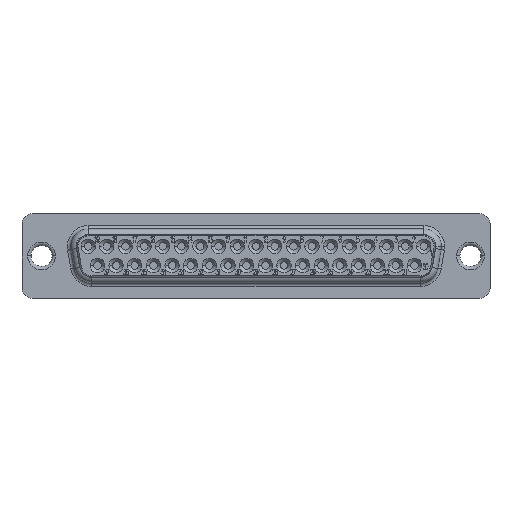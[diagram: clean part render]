
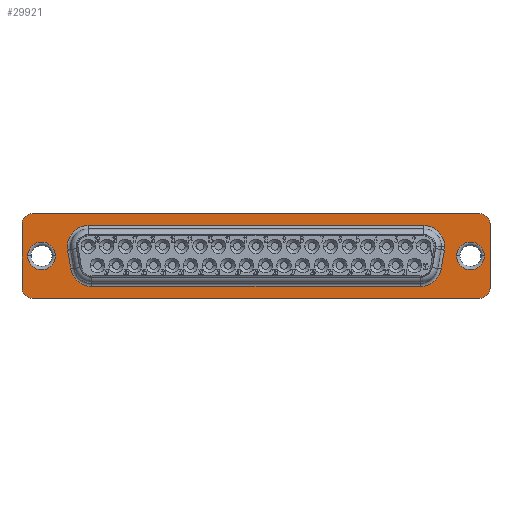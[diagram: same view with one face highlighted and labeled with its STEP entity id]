
A CAD part, top view. The second image highlights one B-rep face of the part: STEP entity #29921.
In plain terms, the highlighted planar face has unit normal (0, 0, 1).
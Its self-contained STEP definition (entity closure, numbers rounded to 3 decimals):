
#29921=ADVANCED_FACE('',(#51875,#51876,#51877,#51878),#33425,.T.);
#33425=PLANE('',#102328);
#41603=LINE('',#132991,#49489);
#41604=LINE('',#132995,#49490);
#41605=LINE('',#133003,#49491);
#41606=LINE('',#133011,#49492);
#41609=LINE('',#133025,#49495);
#41612=LINE('',#133033,#49498);
#41615=LINE('',#133041,#49501);
#41617=LINE('',#133049,#49503);
#49489=VECTOR('',#114641,1.);
#49490=VECTOR('',#114648,1.);
#49491=VECTOR('',#114659,1.);
#49492=VECTOR('',#114670,1.);
#49495=VECTOR('',#114689,1.);
#49498=VECTOR('',#114698,1.);
#49501=VECTOR('',#114707,1.);
#49503=VECTOR('',#114717,1.);
#51875=FACE_BOUND('',#54426,.T.);
#51876=FACE_BOUND('',#54427,.T.);
#51877=FACE_BOUND('',#54428,.T.);
#51878=FACE_BOUND('',#54429,.T.);
#54426=EDGE_LOOP('',(#68347,#68348));
#54427=EDGE_LOOP('',(#68349,#68350));
#54428=EDGE_LOOP('',(#68351,#68352,#68353,#68354,#68355,#68356,#68357,#68358,
#68359));
#54429=EDGE_LOOP('',(#68360,#68361,#68362,#68363,#68364,#68365,#68366,#68367));
#68347=ORIENTED_EDGE('',*,*,#90789,.T.);
#68348=ORIENTED_EDGE('',*,*,#85095,.T.);
#68349=ORIENTED_EDGE('',*,*,#90788,.T.);
#68350=ORIENTED_EDGE('',*,*,#85099,.T.);
#68351=ORIENTED_EDGE('',*,*,#90787,.T.);
#68352=ORIENTED_EDGE('',*,*,#90785,.T.);
#68353=ORIENTED_EDGE('',*,*,#90783,.T.);
#68354=ORIENTED_EDGE('',*,*,#90781,.T.);
#68355=ORIENTED_EDGE('',*,*,#90779,.T.);
#68356=ORIENTED_EDGE('',*,*,#90777,.T.);
#68357=ORIENTED_EDGE('',*,*,#85105,.T.);
#68358=ORIENTED_EDGE('',*,*,#90776,.T.);
#68359=ORIENTED_EDGE('',*,*,#90775,.T.);
#68360=ORIENTED_EDGE('',*,*,#90803,.T.);
#68361=ORIENTED_EDGE('',*,*,#90792,.T.);
#68362=ORIENTED_EDGE('',*,*,#90794,.T.);
#68363=ORIENTED_EDGE('',*,*,#90796,.T.);
#68364=ORIENTED_EDGE('',*,*,#90798,.T.);
#68365=ORIENTED_EDGE('',*,*,#90800,.T.);
#68366=ORIENTED_EDGE('',*,*,#90802,.T.);
#68367=ORIENTED_EDGE('',*,*,#90804,.T.);
#78074=VERTEX_POINT('',#121461);
#78075=VERTEX_POINT('',#121462);
#78078=VERTEX_POINT('',#121470);
#78079=VERTEX_POINT('',#121471);
#78084=VERTEX_POINT('',#121482);
#78085=VERTEX_POINT('',#121484);
#81832=VERTEX_POINT('',#132988);
#81833=VERTEX_POINT('',#132990);
#81834=VERTEX_POINT('',#132996);
#81835=VERTEX_POINT('',#133000);
#81836=VERTEX_POINT('',#133004);
#81837=VERTEX_POINT('',#133008);
#81838=VERTEX_POINT('',#133012);
#81839=VERTEX_POINT('',#133022);
#81840=VERTEX_POINT('',#133024);
#81841=VERTEX_POINT('',#133028);
#81842=VERTEX_POINT('',#133032);
#81843=VERTEX_POINT('',#133036);
#81844=VERTEX_POINT('',#133040);
#81845=VERTEX_POINT('',#133044);
#81846=VERTEX_POINT('',#133048);
#85095=EDGE_CURVE('',#78074,#78075,#95172,.T.);
#85099=EDGE_CURVE('',#78078,#78079,#95176,.T.);
#85105=EDGE_CURVE('',#78085,#78084,#95182,.T.);
#90775=EDGE_CURVE('',#81832,#81833,#41603,.T.);
#90776=EDGE_CURVE('',#78084,#81832,#95521,.T.);
#90777=EDGE_CURVE('',#81834,#78085,#41604,.T.);
#90779=EDGE_CURVE('',#81835,#81834,#95523,.T.);
#90781=EDGE_CURVE('',#81836,#81835,#41605,.T.);
#90783=EDGE_CURVE('',#81837,#81836,#95526,.T.);
#90785=EDGE_CURVE('',#81838,#81837,#41606,.T.);
#90787=EDGE_CURVE('',#81833,#81838,#95529,.T.);
#90788=EDGE_CURVE('',#78079,#78078,#95530,.T.);
#90789=EDGE_CURVE('',#78075,#78074,#95531,.T.);
#90792=EDGE_CURVE('',#81839,#81840,#41609,.T.);
#90794=EDGE_CURVE('',#81840,#81841,#95532,.T.);
#90796=EDGE_CURVE('',#81841,#81842,#41612,.T.);
#90798=EDGE_CURVE('',#81842,#81843,#95533,.T.);
#90800=EDGE_CURVE('',#81843,#81844,#41615,.T.);
#90802=EDGE_CURVE('',#81844,#81845,#95534,.T.);
#90803=EDGE_CURVE('',#81846,#81839,#95535,.T.);
#90804=EDGE_CURVE('',#81845,#81846,#41617,.T.);
#95172=CIRCLE('',#99938,2.05);
#95176=CIRCLE('',#99943,2.05);
#95182=CIRCLE('',#99950,3.1);
#95521=CIRCLE('',#102298,3.1);
#95523=CIRCLE('',#102302,3.1);
#95526=CIRCLE('',#102307,3.1);
#95529=CIRCLE('',#102312,3.1);
#95530=CIRCLE('',#102314,2.05);
#95531=CIRCLE('',#102316,2.05);
#95532=CIRCLE('',#102319,1.5);
#95533=CIRCLE('',#102322,1.5);
#95534=CIRCLE('',#102325,1.5);
#95535=CIRCLE('',#102327,1.5);
#99938=AXIS2_PLACEMENT_3D('',#121460,#104619,#104620);
#99943=AXIS2_PLACEMENT_3D('',#121469,#104629,#104630);
#99950=AXIS2_PLACEMENT_3D('',#121483,#104643,#104644);
#102298=AXIS2_PLACEMENT_3D('',#132993,#114644,#114645);
#102302=AXIS2_PLACEMENT_3D('',#132999,#114653,#114654);
#102307=AXIS2_PLACEMENT_3D('',#133007,#114664,#114665);
#102312=AXIS2_PLACEMENT_3D('',#133015,#114675,#114676);
#102314=AXIS2_PLACEMENT_3D('',#133017,#114679,#114680);
#102316=AXIS2_PLACEMENT_3D('',#133019,#114683,#114684);
#102319=AXIS2_PLACEMENT_3D('',#133029,#114693,#114694);
#102322=AXIS2_PLACEMENT_3D('',#133037,#114702,#114703);
#102325=AXIS2_PLACEMENT_3D('',#133045,#114711,#114712);
#102327=AXIS2_PLACEMENT_3D('',#133047,#114715,#114716);
#102328=AXIS2_PLACEMENT_3D('',#133050,#114718,#114719);
#104619=DIRECTION('',(0.,0.,-1.));
#104620=DIRECTION('',(1.,0.,0.));
#104629=DIRECTION('',(0.,0.,-1.));
#104630=DIRECTION('',(1.,0.,0.));
#104643=DIRECTION('',(0.,0.,-1.));
#104644=DIRECTION('',(1.,0.,0.));
#114641=DIRECTION('',(-0.174,-0.985,0.));
#114644=DIRECTION('',(0.,0.,-1.));
#114645=DIRECTION('',(1.,0.,0.));
#114648=DIRECTION('',(1.,0.,0.));
#114653=DIRECTION('',(0.,0.,-1.));
#114654=DIRECTION('',(1.,0.,0.));
#114659=DIRECTION('',(-0.174,0.985,0.));
#114664=DIRECTION('',(0.,0.,-1.));
#114665=DIRECTION('',(1.,0.,0.));
#114670=DIRECTION('',(-1.,0.,0.));
#114675=DIRECTION('',(0.,0.,-1.));
#114676=DIRECTION('',(1.,0.,0.));
#114679=DIRECTION('',(0.,0.,-1.));
#114680=DIRECTION('',(1.,0.,0.));
#114683=DIRECTION('',(0.,0.,-1.));
#114684=DIRECTION('',(1.,0.,0.));
#114689=DIRECTION('',(-1.,0.,0.));
#114693=DIRECTION('',(0.,0.,1.));
#114694=DIRECTION('',(1.,0.,0.));
#114698=DIRECTION('',(0.,-1.,0.));
#114702=DIRECTION('',(0.,0.,1.));
#114703=DIRECTION('',(1.,0.,0.));
#114707=DIRECTION('',(1.,0.,0.));
#114711=DIRECTION('',(0.,0.,1.));
#114712=DIRECTION('',(-1.,0.,0.));
#114715=DIRECTION('',(0.,0.,1.));
#114716=DIRECTION('',(1.,0.,0.));
#114717=DIRECTION('',(0.,1.,0.));
#114718=DIRECTION('',(0.,0.,1.));
#114719=DIRECTION('',(-1.,0.,0.));
#121460=CARTESIAN_POINT('',(31.75,0.,0.4));
#121461=CARTESIAN_POINT('',(29.7,0.,0.4));
#121462=CARTESIAN_POINT('',(33.8,0.,0.4));
#121469=CARTESIAN_POINT('',(-31.75,0.,0.4));
#121470=CARTESIAN_POINT('',(-33.8,0.,0.4));
#121471=CARTESIAN_POINT('',(-29.7,0.,0.4));
#121482=CARTESIAN_POINT('',(27.95,1.4,0.4));
#121483=CARTESIAN_POINT('',(24.85,1.4,0.4));
#121484=CARTESIAN_POINT('',(24.85,4.5,0.4));
#132988=CARTESIAN_POINT('',(27.903,0.862,0.4));
#132990=CARTESIAN_POINT('',(27.409,-1.938,0.4));
#132991=CARTESIAN_POINT('',(28.726,5.53,0.4));
#132993=CARTESIAN_POINT('',(24.85,1.4,0.4));
#132995=CARTESIAN_POINT('',(24.85,4.5,0.4));
#132996=CARTESIAN_POINT('',(-24.85,4.5,0.4));
#132999=CARTESIAN_POINT('',(-24.85,1.4,0.4));
#133000=CARTESIAN_POINT('',(-27.903,0.862,0.4));
#133003=CARTESIAN_POINT('',(-26.727,-5.808,0.4));
#133004=CARTESIAN_POINT('',(-27.409,-1.938,0.4));
#133007=CARTESIAN_POINT('',(-24.356,-1.4,0.4));
#133008=CARTESIAN_POINT('',(-24.356,-4.5,0.4));
#133011=CARTESIAN_POINT('',(33.15,-4.5,0.4));
#133012=CARTESIAN_POINT('',(24.356,-4.5,0.4));
#133015=CARTESIAN_POINT('',(24.356,-1.4,0.4));
#133017=CARTESIAN_POINT('',(-31.75,0.,0.4));
#133019=CARTESIAN_POINT('',(31.75,0.,0.4));
#133022=CARTESIAN_POINT('',(33.15,6.25,0.4));
#133024=CARTESIAN_POINT('',(-33.15,6.25,0.4));
#133025=CARTESIAN_POINT('',(-33.15,6.25,0.4));
#133028=CARTESIAN_POINT('',(-34.65,4.75,0.4));
#133029=CARTESIAN_POINT('',(-33.15,4.75,0.4));
#133032=CARTESIAN_POINT('',(-34.65,-4.75,0.4));
#133033=CARTESIAN_POINT('',(-34.65,4.75,0.4));
#133036=CARTESIAN_POINT('',(-33.15,-6.25,0.4));
#133037=CARTESIAN_POINT('',(-33.15,-4.75,0.4));
#133040=CARTESIAN_POINT('',(33.15,-6.25,0.4));
#133041=CARTESIAN_POINT('',(-33.15,-6.25,0.4));
#133044=CARTESIAN_POINT('',(34.65,-4.75,0.4));
#133045=CARTESIAN_POINT('',(33.15,-4.75,0.4));
#133047=CARTESIAN_POINT('',(33.15,4.75,0.4));
#133048=CARTESIAN_POINT('',(34.65,4.75,0.4));
#133049=CARTESIAN_POINT('',(34.65,4.75,0.4));
#133050=CARTESIAN_POINT('',(33.15,4.75,0.4));
